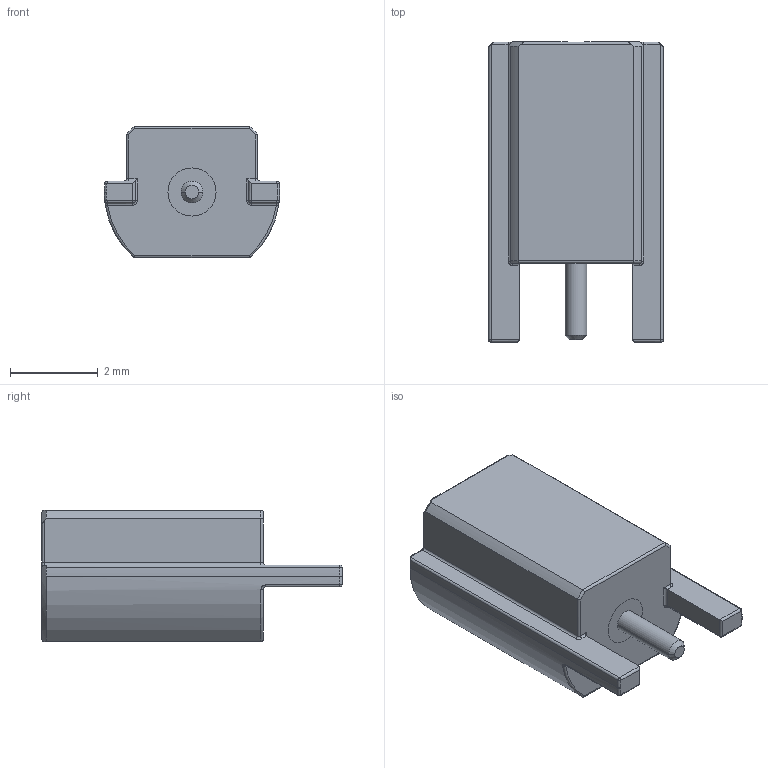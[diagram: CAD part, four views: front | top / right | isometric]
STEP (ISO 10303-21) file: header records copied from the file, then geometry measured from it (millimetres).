
FILE_DESCRIPTION (( 'STEP AP214' ), '1' );
FILE_NAME ('18S203-40ML5.STEP', '2019-02-27T03:48:21', ( '' ), ( '' ), 'SwSTEP 2.0', 'SolidWorks 2018', '' );
FILE_SCHEMA (( 'AUTOMOTIVE_DESIGN' ));
Length unit declared in the file: millimetre
Products named in the file (1): 18S203-40ML5
Bounding box: 4 x 6.85 x 3 mm (x, y, z)
Volume: 42.8 mm3; surface area: 138.8 mm2
Topology: 3 solids, 3 shells, 117 faces, 276 edges, 156 vertices
Faces by surface type: cylinder 53, plane 22, torus 19, cone 11, sphere 10, bspline 2
Entity records: 4945 total; most frequent: CARTESIAN_POINT 982, DIRECTION 588, ORIENTED_EDGE 528, EDGE_CURVE 264, AXIS2_PLACEMENT_3D 246, VERTEX_POINT 154, CIRCLE 130, UNCERTAINTY_MEASURE_WITH_UNIT 122
